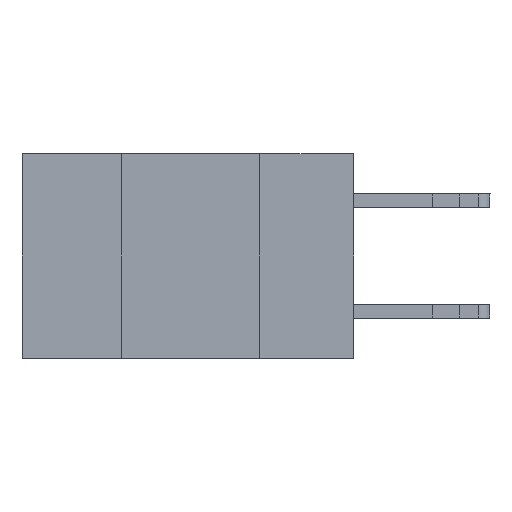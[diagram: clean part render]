
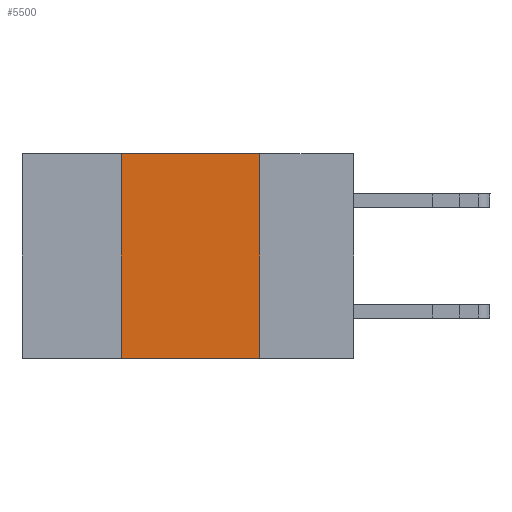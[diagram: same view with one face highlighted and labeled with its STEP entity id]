
A CAD part, left-side view. The second image highlights one B-rep face of the part: STEP entity #5500.
In plain terms, the highlighted planar face has unit normal (-1, 0, 0).
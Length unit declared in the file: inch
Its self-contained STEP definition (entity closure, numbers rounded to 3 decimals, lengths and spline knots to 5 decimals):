
#579 = VECTOR ( 'NONE', #22030, 39.37008 ) ;
#1279 = EDGE_CURVE ( 'NONE', #17003, #7016, #25756, .T. ) ;
#2651 = VECTOR ( 'NONE', #25725, 39.37008 ) ;
#3035 = ORIENTED_EDGE ( 'NONE', *, *, #1279, .F. ) ;
#3042 = CARTESIAN_POINT ( 'NONE',  ( 0., 0.6, 0. ) ) ;
#3112 = CARTESIAN_POINT ( 'NONE',  ( 0., 0.42, -0.37 ) ) ;
#3472 = DIRECTION ( 'NONE',  ( 0., 0., -1. ) ) ;
#3683 = CARTESIAN_POINT ( 'NONE',  ( 0., 0.42, 0. ) ) ;
#3966 = DIRECTION ( 'NONE',  ( 0., 0., -1. ) ) ;
#4186 = VERTEX_POINT ( 'NONE', #3683 ) ;
#5500 = ADVANCED_FACE ( 'NONE', ( #14450 ), #20775, .F. ) ;
#7016 = VERTEX_POINT ( 'NONE', #16530 ) ;
#9586 = CARTESIAN_POINT ( 'NONE',  ( 0., 0.17, 0. ) ) ;
#10260 = CARTESIAN_POINT ( 'NONE',  ( 0., 0.6, -0.37 ) ) ;
#10581 = AXIS2_PLACEMENT_3D ( 'NONE', #22677, #12277, #3966 ) ;
#12176 = DIRECTION ( 'NONE',  ( 0., -1., 0. ) ) ;
#12277 = DIRECTION ( 'NONE',  ( 1., 0., 0. ) ) ;
#14450 = FACE_OUTER_BOUND ( 'NONE', #21825, .T. ) ;
#15396 = CARTESIAN_POINT ( 'NONE',  ( 0., 0.17, 0. ) ) ;
#16530 = CARTESIAN_POINT ( 'NONE',  ( 0., 0.17, -0.37 ) ) ;
#17003 = VERTEX_POINT ( 'NONE', #15396 ) ;
#17238 = LINE ( 'NONE', #3042, #2651 ) ;
#18214 = LINE ( 'NONE', #10260, #22350 ) ;
#20775 = PLANE ( 'NONE',  #10581 ) ;
#21291 = VECTOR ( 'NONE', #3472, 39.37008 ) ;
#21611 = VERTEX_POINT ( 'NONE', #3112 ) ;
#21825 = EDGE_LOOP ( 'NONE', ( #3035, #26310, #22731, #26934 ) ) ;
#21860 = EDGE_CURVE ( 'NONE', #4186, #17003, #17238, .T. ) ;
#21908 = LINE ( 'NONE', #24071, #579 ) ;
#22030 = DIRECTION ( 'NONE',  ( 0., 0., 1. ) ) ;
#22350 = VECTOR ( 'NONE', #12176, 39.37008 ) ;
#22677 = CARTESIAN_POINT ( 'NONE',  ( 0., 0.6, 0. ) ) ;
#22731 = ORIENTED_EDGE ( 'NONE', *, *, #25706, .F. ) ;
#23323 = EDGE_CURVE ( 'NONE', #21611, #7016, #18214, .T. ) ;
#24071 = CARTESIAN_POINT ( 'NONE',  ( 0., 0.42, 0. ) ) ;
#25706 = EDGE_CURVE ( 'NONE', #21611, #4186, #21908, .T. ) ;
#25725 = DIRECTION ( 'NONE',  ( 0., -1., 0. ) ) ;
#25756 = LINE ( 'NONE', #9586, #21291 ) ;
#26310 = ORIENTED_EDGE ( 'NONE', *, *, #21860, .F. ) ;
#26934 = ORIENTED_EDGE ( 'NONE', *, *, #23323, .T. ) ;
